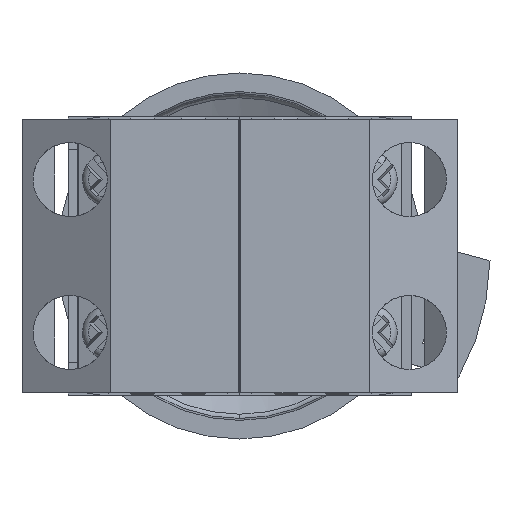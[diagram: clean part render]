
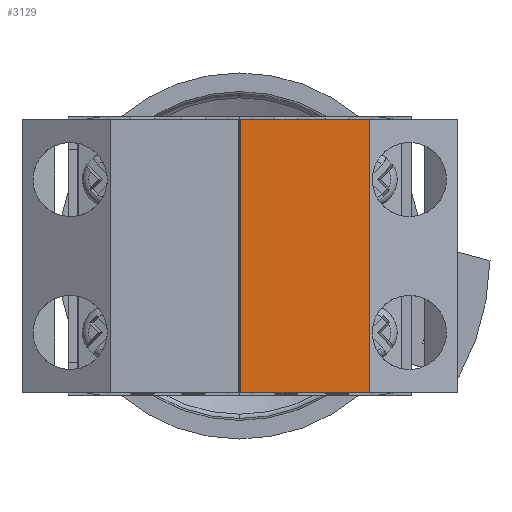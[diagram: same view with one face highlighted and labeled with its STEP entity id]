
A CAD part, front view. The second image highlights one B-rep face of the part: STEP entity #3129.
In plain terms, the highlighted planar face has unit normal (0, -1, 0).
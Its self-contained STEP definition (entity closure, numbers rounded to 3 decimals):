
#730 = EDGE_CURVE ( 'NONE', #3107, #55084, #17837, .T. ) ;
#1123 = VERTEX_POINT ( 'NONE', #22831 ) ;
#3107 = VERTEX_POINT ( 'NONE', #22011 ) ;
#3129 = ADVANCED_FACE ( 'NONE', ( #3483 ), #58121, .F. ) ;
#3483 = FACE_OUTER_BOUND ( 'NONE', #14963, .T. ) ;
#4044 = AXIS2_PLACEMENT_3D ( 'NONE', #17631, #58316, #31255 ) ;
#4487 = DIRECTION ( 'NONE',  ( 1., 0., 0. ) ) ;
#8122 = VECTOR ( 'NONE', #12084, 1000. ) ;
#10388 = VECTOR ( 'NONE', #18065, 1000. ) ;
#12084 = DIRECTION ( 'NONE',  ( 0., 0., -1. ) ) ;
#14963 = EDGE_LOOP ( 'NONE', ( #34045, #29536, #26307, #41360 ) ) ;
#15303 = CARTESIAN_POINT ( 'NONE',  ( 14., -27.5, 14.75 ) ) ;
#15893 = EDGE_CURVE ( 'NONE', #1123, #3107, #55667, .T. ) ;
#17005 = EDGE_CURVE ( 'NONE', #1123, #54693, #20184, .T. ) ;
#17631 = CARTESIAN_POINT ( 'NONE',  ( 0., -27.5, 14.75 ) ) ;
#17837 = LINE ( 'NONE', #15303, #51067 ) ;
#18065 = DIRECTION ( 'NONE',  ( 1., 0., 0. ) ) ;
#20184 = LINE ( 'NONE', #38982, #8122 ) ;
#22011 = CARTESIAN_POINT ( 'NONE',  ( 14., -27.5, 14.75 ) ) ;
#22831 = CARTESIAN_POINT ( 'NONE',  ( 0.1, -27.5, 14.75 ) ) ;
#22879 = CARTESIAN_POINT ( 'NONE',  ( 14., -27.5, -14.75 ) ) ;
#26307 = ORIENTED_EDGE ( 'NONE', *, *, #15893, .F. ) ;
#29536 = ORIENTED_EDGE ( 'NONE', *, *, #730, .F. ) ;
#31255 = DIRECTION ( 'NONE',  ( -1., 0., 0. ) ) ;
#33488 = DIRECTION ( 'NONE',  ( 0., 0., -1. ) ) ;
#34045 = ORIENTED_EDGE ( 'NONE', *, *, #41210, .T. ) ;
#36098 = CARTESIAN_POINT ( 'NONE',  ( 0., -27.5, -14.75 ) ) ;
#37480 = CARTESIAN_POINT ( 'NONE',  ( 0.1, -27.5, -14.75 ) ) ;
#38982 = CARTESIAN_POINT ( 'NONE',  ( 0.1, -27.5, 14.75 ) ) ;
#41210 = EDGE_CURVE ( 'NONE', #54693, #55084, #50589, .T. ) ;
#41360 = ORIENTED_EDGE ( 'NONE', *, *, #17005, .T. ) ;
#49183 = VECTOR ( 'NONE', #4487, 1000. ) ;
#49890 = CARTESIAN_POINT ( 'NONE',  ( 0., -27.5, 14.75 ) ) ;
#50589 = LINE ( 'NONE', #36098, #49183 ) ;
#51067 = VECTOR ( 'NONE', #33488, 1000. ) ;
#54693 = VERTEX_POINT ( 'NONE', #37480 ) ;
#55084 = VERTEX_POINT ( 'NONE', #22879 ) ;
#55667 = LINE ( 'NONE', #49890, #10388 ) ;
#58121 = PLANE ( 'NONE',  #4044 ) ;
#58316 = DIRECTION ( 'NONE',  ( 0., 1., 0. ) ) ;
